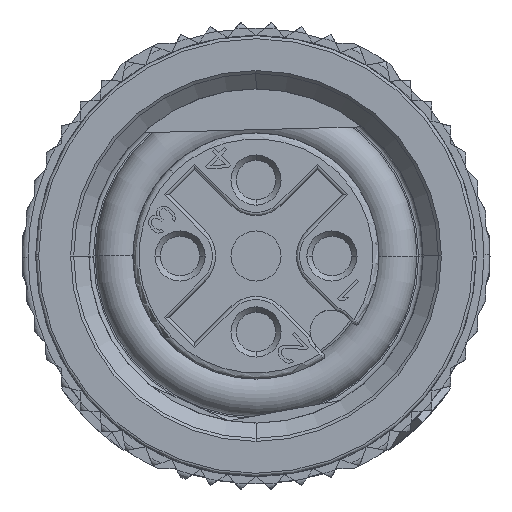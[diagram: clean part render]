
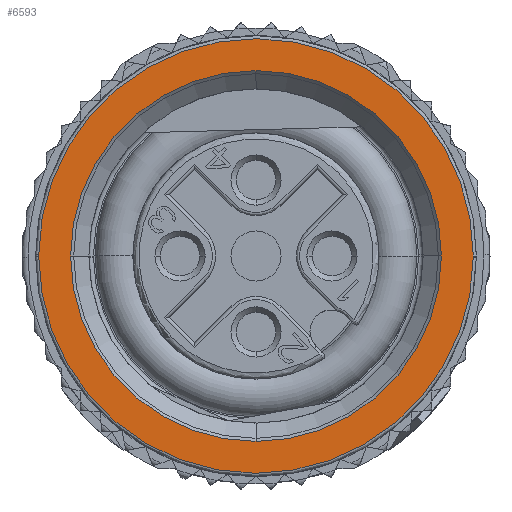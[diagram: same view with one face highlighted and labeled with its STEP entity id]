
A CAD part, front view. The second image highlights one B-rep face of the part: STEP entity #6593.
In plain terms, the highlighted planar face has unit normal (0, -1, 0).
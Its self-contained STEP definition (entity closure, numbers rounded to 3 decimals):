
#6593=ADVANCED_FACE('',(#13314,#13315),#13316,.T.);
#13314=FACE_OUTER_BOUND('',#35723,.T.);
#13315=FACE_BOUND('',#35724,.T.);
#13316=PLANE('',#35725);
#35723=EDGE_LOOP('',(#60546,#60547,#60548,#60549));
#35724=EDGE_LOOP('',(#60550,#60551,#60552,#60553));
#35725=AXIS2_PLACEMENT_3D('',#60554,#60555,#60556);
#60546=ORIENTED_EDGE('',*,*,#69197,.F.);
#60547=ORIENTED_EDGE('',*,*,#67596,.F.);
#60548=ORIENTED_EDGE('',*,*,#69195,.F.);
#60549=ORIENTED_EDGE('',*,*,#67601,.F.);
#60550=ORIENTED_EDGE('',*,*,#69205,.F.);
#60551=ORIENTED_EDGE('',*,*,#67579,.F.);
#60552=ORIENTED_EDGE('',*,*,#67586,.F.);
#60553=ORIENTED_EDGE('',*,*,#69206,.F.);
#60554=CARTESIAN_POINT('',(0.0,-12.4,0.0));
#60555=DIRECTION('',(0.0,-1.0,0.0));
#60556=DIRECTION('',(1.0,0.0,0.0));
#67579=EDGE_CURVE('',#78254,#78252,#78256,.T.);
#67586=EDGE_CURVE('',#78264,#78254,#78266,.T.);
#67596=EDGE_CURVE('',#78282,#78278,#78284,.T.);
#67601=EDGE_CURVE('',#78291,#78287,#78293,.T.);
#69195=EDGE_CURVE('',#78287,#78282,#80583,.T.);
#69197=EDGE_CURVE('',#78278,#78291,#80585,.T.);
#69205=EDGE_CURVE('',#78252,#80594,#80595,.T.);
#69206=EDGE_CURVE('',#80594,#78264,#80596,.T.);
#78252=VERTEX_POINT('',#99921);
#78254=VERTEX_POINT('',#99924);
#78256=CIRCLE('',#99927,6.1);
#78264=VERTEX_POINT('',#99936);
#78266=CIRCLE('',#99939,6.1);
#78278=VERTEX_POINT('',#99951);
#78282=VERTEX_POINT('',#99955);
#78284=CIRCLE('',#99957,7.15);
#78287=VERTEX_POINT('',#99960);
#78291=VERTEX_POINT('',#99964);
#78293=CIRCLE('',#99966,7.15);
#80583=CIRCLE('',#105165,7.15);
#80585=CIRCLE('',#105167,7.15);
#80594=VERTEX_POINT('',#105178);
#80595=CIRCLE('',#105179,6.1);
#80596=CIRCLE('',#105180,6.1);
#99921=CARTESIAN_POINT('',(0.0,-12.4,6.1));
#99924=CARTESIAN_POINT('',(6.1,-12.4,0.0));
#99927=AXIS2_PLACEMENT_3D('',#115384,#115385,#115386);
#99936=CARTESIAN_POINT('',(0.0,-12.4,-6.1));
#99939=AXIS2_PLACEMENT_3D('',#115395,#115396,#115397);
#99951=CARTESIAN_POINT('',(-7.15,-12.4,0.052));
#99955=CARTESIAN_POINT('',(-7.15,-12.4,0.0));
#99957=AXIS2_PLACEMENT_3D('',#115419,#115420,#115421);
#99960=CARTESIAN_POINT('',(7.15,-12.4,-0.052));
#99964=CARTESIAN_POINT('',(7.15,-12.4,0.0));
#99966=AXIS2_PLACEMENT_3D('',#115431,#115432,#115433);
#105165=AXIS2_PLACEMENT_3D('',#117332,#117333,#117334);
#105167=AXIS2_PLACEMENT_3D('',#117335,#117336,#117337);
#105178=CARTESIAN_POINT('',(-6.1,-12.4,0.0));
#105179=AXIS2_PLACEMENT_3D('',#117346,#117347,#117348);
#105180=AXIS2_PLACEMENT_3D('',#117349,#117350,#117351);
#115384=CARTESIAN_POINT('',(0.0,-12.4,0.0));
#115385=DIRECTION('',(0.0,-1.0,0.0));
#115386=DIRECTION('',(1.0,0.0,0.0));
#115395=CARTESIAN_POINT('',(0.0,-12.4,0.0));
#115396=DIRECTION('',(0.0,-1.0,0.0));
#115397=DIRECTION('',(0.0,0.0,-1.0));
#115419=CARTESIAN_POINT('',(0.0,-12.4,0.0));
#115420=DIRECTION('',(0.0,1.0,0.0));
#115421=DIRECTION('',(-1.0,0.0,0.0));
#115431=CARTESIAN_POINT('',(0.0,-12.4,0.0));
#115432=DIRECTION('',(-0.0,1.0,0.0));
#115433=DIRECTION('',(1.0,0.0,0.0));
#117332=CARTESIAN_POINT('',(0.0,-12.4,0.0));
#117333=DIRECTION('',(0.0,1.0,0.0));
#117334=DIRECTION('',(1.,0.0,-0.007));
#117335=CARTESIAN_POINT('',(0.0,-12.4,0.0));
#117336=DIRECTION('',(0.0,1.0,0.0));
#117337=DIRECTION('',(-1.,0.0,0.007));
#117346=CARTESIAN_POINT('',(0.0,-12.4,0.0));
#117347=DIRECTION('',(0.0,-1.0,0.0));
#117348=DIRECTION('',(0.0,0.0,1.0));
#117349=CARTESIAN_POINT('',(0.0,-12.4,0.0));
#117350=DIRECTION('',(0.0,-1.0,0.0));
#117351=DIRECTION('',(-1.0,0.0,0.0));
